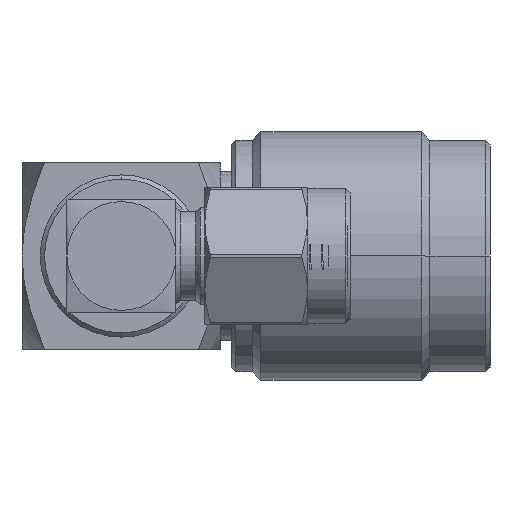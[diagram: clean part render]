
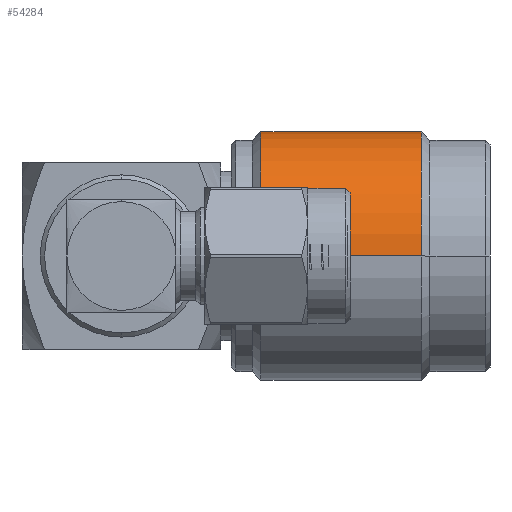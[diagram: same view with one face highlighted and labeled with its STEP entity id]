
A CAD part, left-side view. The second image highlights one B-rep face of the part: STEP entity #54284.
In plain terms, the highlighted cylindrical face has radius 7.252 mm (diameter 14.503 mm), a partial arc.
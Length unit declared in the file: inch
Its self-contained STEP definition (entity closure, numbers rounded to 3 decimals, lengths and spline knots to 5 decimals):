
#15396 = LINE ( 'NONE', #105641, #120664 ) ;
#15810 = DIRECTION ( 'NONE',  ( 0., -1., 0. ) ) ;
#16848 = VERTEX_POINT ( 'NONE', #102112 ) ;
#21301 = DIRECTION ( 'NONE',  ( 0., 1., 0. ) ) ;
#21419 = CIRCLE ( 'NONE', #68643, 0.2855 ) ;
#21530 = EDGE_LOOP ( 'NONE', ( #42936, #131841, #143735, #34505, #38749 ) ) ;
#24668 = DIRECTION ( 'NONE',  ( 0., 0., 1. ) ) ;
#25415 = DIRECTION ( 'NONE',  ( 0., -1., 0. ) ) ;
#26185 = DIRECTION ( 'NONE',  ( 0., 0., 1. ) ) ;
#26767 = FACE_OUTER_BOUND ( 'NONE', #21530, .T. ) ;
#26927 = EDGE_CURVE ( 'NONE', #138439, #43186, #51369, .T. ) ;
#28898 = CARTESIAN_POINT ( 'NONE',  ( 0., 0.32046, 0.2855 ) ) ;
#29681 = CARTESIAN_POINT ( 'NONE',  ( 0., -0.06354, 0. ) ) ;
#34505 = ORIENTED_EDGE ( 'NONE', *, *, #127781, .F. ) ;
#38749 = ORIENTED_EDGE ( 'NONE', *, *, #113463, .F. ) ;
#38915 = AXIS2_PLACEMENT_3D ( 'NONE', #29681, #21301, #61531 ) ;
#42936 = ORIENTED_EDGE ( 'NONE', *, *, #26927, .F. ) ;
#43186 = VERTEX_POINT ( 'NONE', #28898 ) ;
#44681 = DIRECTION ( 'NONE',  ( 0., 1., 0. ) ) ;
#49101 = CARTESIAN_POINT ( 'NONE',  ( 0., 0.32046, 0. ) ) ;
#49413 = DIRECTION ( 'NONE',  ( 0., 1., 0. ) ) ;
#51369 = CIRCLE ( 'NONE', #124511, 0.2855 ) ;
#54284 = ADVANCED_FACE ( 'NONE', ( #26767 ), #83042, .T. ) ;
#57966 = LINE ( 'NONE', #91967, #92267 ) ;
#59001 = CARTESIAN_POINT ( 'NONE',  ( 0.2855, 0.32046, 0. ) ) ;
#61531 = DIRECTION ( 'NONE',  ( -1., 0., 0. ) ) ;
#66092 = AXIS2_PLACEMENT_3D ( 'NONE', #49101, #15810, #26185 ) ;
#68643 = AXIS2_PLACEMENT_3D ( 'NONE', #140109, #126094, #117210 ) ;
#81667 = CARTESIAN_POINT ( 'NONE',  ( 0., 0.32046, 0. ) ) ;
#83042 = CYLINDRICAL_SURFACE ( 'NONE', #38915, 0.2855 ) ;
#83111 = EDGE_CURVE ( 'NONE', #138439, #86817, #57966, .T. ) ;
#83661 = EDGE_CURVE ( 'NONE', #16848, #86817, #21419, .T. ) ;
#86060 = CARTESIAN_POINT ( 'NONE',  ( 0.2855, 0.68896, 0. ) ) ;
#86817 = VERTEX_POINT ( 'NONE', #86060 ) ;
#91967 = CARTESIAN_POINT ( 'NONE',  ( 0.2855, -0.06354, 0. ) ) ;
#92267 = VECTOR ( 'NONE', #44681, 39.37008 ) ;
#102112 = CARTESIAN_POINT ( 'NONE',  ( -0.2855, 0.68896, 0. ) ) ;
#105127 = VERTEX_POINT ( 'NONE', #114045 ) ;
#105641 = CARTESIAN_POINT ( 'NONE',  ( -0.2855, -0.06354, 0. ) ) ;
#113463 = EDGE_CURVE ( 'NONE', #43186, #105127, #139254, .T. ) ;
#114045 = CARTESIAN_POINT ( 'NONE',  ( -0.2855, 0.32046, 0. ) ) ;
#117210 = DIRECTION ( 'NONE',  ( 1., 0., 0. ) ) ;
#120664 = VECTOR ( 'NONE', #49413, 39.37008 ) ;
#124511 = AXIS2_PLACEMENT_3D ( 'NONE', #81667, #25415, #24668 ) ;
#126094 = DIRECTION ( 'NONE',  ( 0., 1., 0. ) ) ;
#127781 = EDGE_CURVE ( 'NONE', #105127, #16848, #15396, .T. ) ;
#131841 = ORIENTED_EDGE ( 'NONE', *, *, #83111, .T. ) ;
#138439 = VERTEX_POINT ( 'NONE', #59001 ) ;
#139254 = CIRCLE ( 'NONE', #66092, 0.2855 ) ;
#140109 = CARTESIAN_POINT ( 'NONE',  ( 0., 0.68896, 0. ) ) ;
#143735 = ORIENTED_EDGE ( 'NONE', *, *, #83661, .F. ) ;
